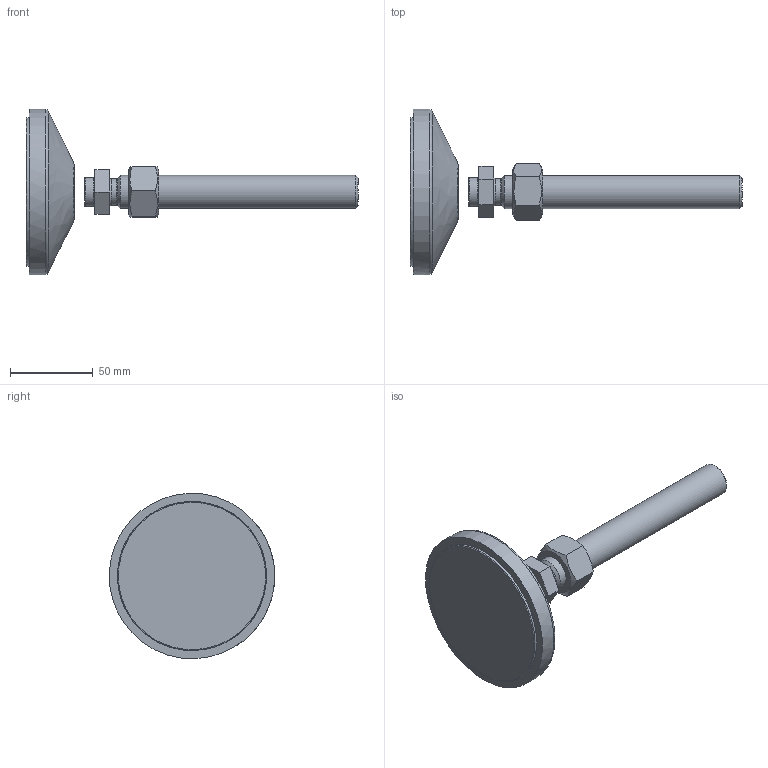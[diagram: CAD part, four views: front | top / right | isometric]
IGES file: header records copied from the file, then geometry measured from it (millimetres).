
Global section: file name: 409920.1; native system: Autodesk Inventor 2018; preprocessor: unknown; author: Swarna; organization: Alutec K&K; date: 20190810.100945; units: millimetre
Bounding box: 200.57 x 99.9 x 99.89 mm (x, y, z)
Volume: 220220.8 mm3; surface area: 36500.2 mm2
Topology: 4 solids, 4 shells, 44 faces, 121 edges, 87 vertices
Faces by surface type: bspline 44
